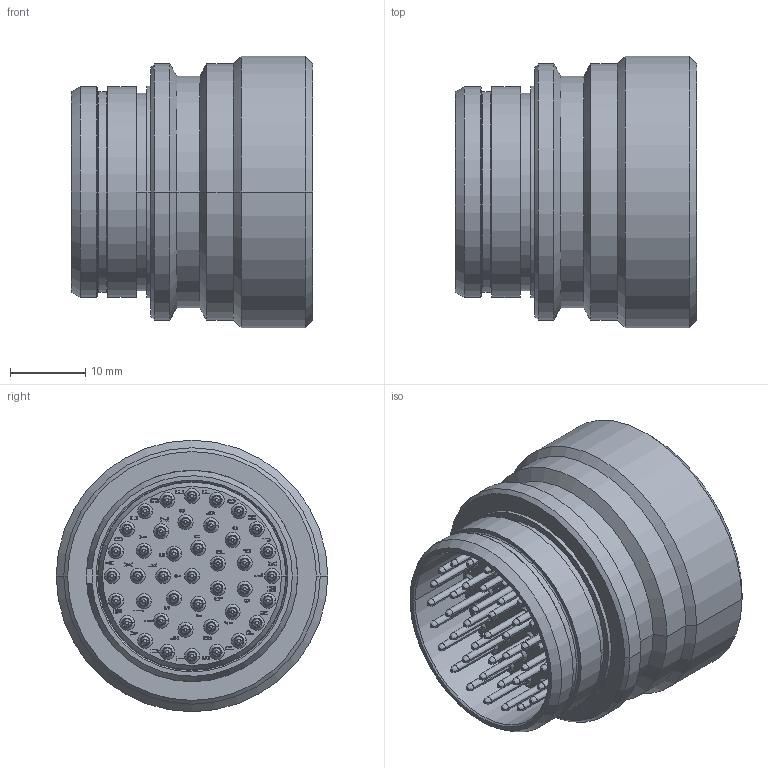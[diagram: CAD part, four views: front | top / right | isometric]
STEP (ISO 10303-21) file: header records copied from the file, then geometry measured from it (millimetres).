
FILE_DESCRIPTION((''),'2;1');
FILE_NAME('1332P541MS','2024-08-02T11:37:39',('paultorloting'),('NET AG system integration'),'CREO PARAMETRIC BY PTC INC, 2021404','CREO PARAMETRIC BY PTC INC, 2021404','');
FILE_SCHEMA(('AUTOMOTIVE_DESIGN { 1 0 10303 214 1 1 1 1 }'));
Length unit declared in the file: millimetre
Products named in the file (1): 1332P541MS
Bounding box: 32 x 36 x 36 mm (x, y, z)
Volume: 11948.5 mm3; surface area: 15365.4 mm2
Topology: 1 solids, 1 shells, 4208 faces, 11567 edges, 7459 vertices
Faces by surface type: plane 2411, cylinder 1091, cone 274, bspline 250, extrusion 164, torus 18
Entity records: 174984 total; most frequent: CARTESIAN_POINT 40259, ORIENTED_EDGE 23134, DIRECTION 20239, EDGE_CURVE 11567, VERTEX_POINT 7459, VECTOR 6920, LINE 6756, AXIS2_PLACEMENT_3D 6658
